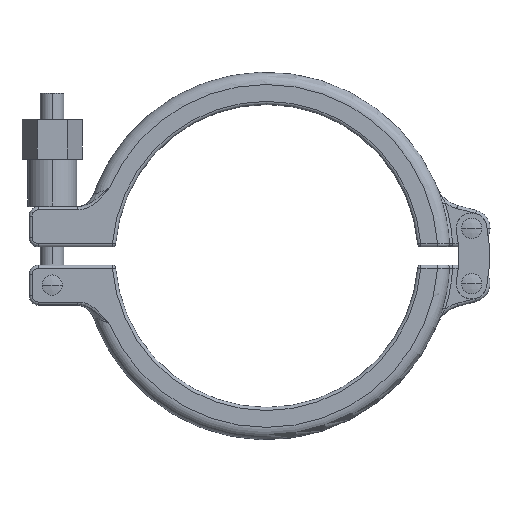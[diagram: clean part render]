
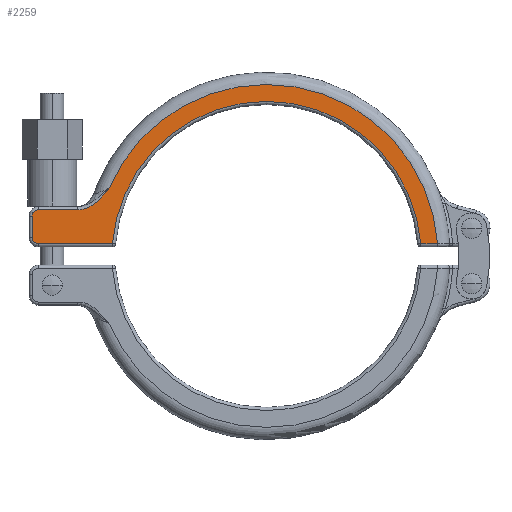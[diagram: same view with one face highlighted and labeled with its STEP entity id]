
A CAD part, top view. The second image highlights one B-rep face of the part: STEP entity #2259.
In plain terms, the highlighted planar face has unit normal (0, 0, 1).
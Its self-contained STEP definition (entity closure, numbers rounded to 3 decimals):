
#81 = DIRECTION ( 'NONE',  ( 0., 0., 1. ) ) ;
#108 = CARTESIAN_POINT ( 'NONE',  ( -76.35, 13., 8.5 ) ) ;
#297 = LINE ( 'NONE', #8205, #12760 ) ;
#386 = VERTEX_POINT ( 'NONE', #5871 ) ;
#664 = ORIENTED_EDGE ( 'NONE', *, *, #10621, .T. ) ;
#807 = CARTESIAN_POINT ( 'NONE',  ( -60.5, 15.056, 8.5 ) ) ;
#848 = ORIENTED_EDGE ( 'NONE', *, *, #7420, .T. ) ;
#920 = CARTESIAN_POINT ( 'NONE',  ( -51.334, 22., 8.5 ) ) ;
#935 = CARTESIAN_POINT ( 'NONE',  ( -61.034, 15., 8.5 ) ) ;
#997 = CARTESIAN_POINT ( 'NONE',  ( -52.701, 20.356, 8.5 ) ) ;
#1499 = ORIENTED_EDGE ( 'NONE', *, *, #3895, .T. ) ;
#1710 = CARTESIAN_POINT ( 'NONE',  ( -58.937, 15.44, 8.5 ) ) ;
#1742 = CARTESIAN_POINT ( 'NONE',  ( 0., 0., 8.5 ) ) ;
#1846 = CARTESIAN_POINT ( 'NONE',  ( -56.536, 16.646, 8.5 ) ) ;
#2142 = VECTOR ( 'NONE', #9429, 1000. ) ;
#2259 = ADVANCED_FACE ( 'NONE', ( #3738 ), #10608, .T. ) ;
#2355 = CIRCLE ( 'NONE', #3379, 2. ) ;
#2558 = ORIENTED_EDGE ( 'NONE', *, *, #6648, .T. ) ;
#2740 = LINE ( 'NONE', #5460, #2142 ) ;
#2744 = CARTESIAN_POINT ( 'NONE',  ( -58.681, 15.532, 8.5 ) ) ;
#2790 = VERTEX_POINT ( 'NONE', #108 ) ;
#2973 = B_SPLINE_CURVE_WITH_KNOTS ( 'NONE', 3,
 ( #11665, #9867, #11547, #997, #11601, #8584, #3654, #9626, #1846, #7621, #9684, #2744, #1710, #6699, #10586, #807, #935, #8649 ),
 .UNSPECIFIED., .F., .F.,
 ( 4, 2, 2, 2, 2, 2, 2, 2, 4 ),
 ( 0., 0.002, 0.003, 0.006, 0.008, 0.01, 0.01, 0.011, 0.013 ),
 .UNSPECIFIED. ) ;
#3379 = AXIS2_PLACEMENT_3D ( 'NONE', #10895, #4097, #7991 ) ;
#3654 = CARTESIAN_POINT ( 'NONE',  ( -54.847, 17.984, 8.5 ) ) ;
#3738 = FACE_OUTER_BOUND ( 'NONE', #6605, .T. ) ;
#3895 = EDGE_CURVE ( 'NONE', #386, #4797, #2355, .T. ) ;
#4097 = DIRECTION ( 'NONE',  ( 0., 0., 1. ) ) ;
#4187 = CIRCLE ( 'NONE', #12439, 2. ) ;
#4731 = ORIENTED_EDGE ( 'NONE', *, *, #7818, .T. ) ;
#4797 = VERTEX_POINT ( 'NONE', #12260 ) ;
#5029 = EDGE_CURVE ( 'NONE', #4797, #11932, #2740, .T. ) ;
#5291 = CIRCLE ( 'NONE', #11682, 55.85 ) ;
#5460 = CARTESIAN_POINT ( 'NONE',  ( -49.259, 4., 8.5 ) ) ;
#5536 = VECTOR ( 'NONE', #5694, 1000. ) ;
#5694 = DIRECTION ( 'NONE',  ( -1., 0., 0. ) ) ;
#5871 = CARTESIAN_POINT ( 'NONE',  ( -76.35, 6., 8.5 ) ) ;
#6178 = CARTESIAN_POINT ( 'NONE',  ( 50.191, 4., 8.5 ) ) ;
#6209 = ORIENTED_EDGE ( 'NONE', *, *, #5029, .T. ) ;
#6605 = EDGE_LOOP ( 'NONE', ( #4731, #7292, #664, #2558, #6815, #1499, #6209, #848, #9436 ) ) ;
#6643 = VERTEX_POINT ( 'NONE', #920 ) ;
#6648 = EDGE_CURVE ( 'NONE', #11492, #2790, #4187, .T. ) ;
#6699 = CARTESIAN_POINT ( 'NONE',  ( -59.453, 15.283, 8.5 ) ) ;
#6815 = ORIENTED_EDGE ( 'NONE', *, *, #9056, .T. ) ;
#6859 = CARTESIAN_POINT ( 'NONE',  ( -74.35, 15., 8.5 ) ) ;
#6882 = CARTESIAN_POINT ( 'NONE',  ( -74.35, 13., 8.5 ) ) ;
#7034 = CARTESIAN_POINT ( 'NONE',  ( -61.577, 15., 8.5 ) ) ;
#7155 = CARTESIAN_POINT ( 'NONE',  ( 55.707, 4., 8.5 ) ) ;
#7217 = AXIS2_PLACEMENT_3D ( 'NONE', #7572, #11681, #9571 ) ;
#7292 = ORIENTED_EDGE ( 'NONE', *, *, #11298, .T. ) ;
#7339 = CARTESIAN_POINT ( 'NONE',  ( 0., 0., 8.5 ) ) ;
#7420 = EDGE_CURVE ( 'NONE', #11932, #12755, #9274, .T. ) ;
#7461 = DIRECTION ( 'NONE',  ( 0., -1., 0. ) ) ;
#7517 = DIRECTION ( 'NONE',  ( 0., 0., 1. ) ) ;
#7572 = CARTESIAN_POINT ( 'NONE',  ( 0., 0., 8.5 ) ) ;
#7621 = CARTESIAN_POINT ( 'NONE',  ( -57.453, 16.083, 8.5 ) ) ;
#7702 = DIRECTION ( 'NONE',  ( 0., 0., 1. ) ) ;
#7818 = EDGE_CURVE ( 'NONE', #10292, #6643, #5291, .T. ) ;
#7838 = CARTESIAN_POINT ( 'NONE',  ( -50.191, 4., 8.5 ) ) ;
#7991 = DIRECTION ( 'NONE',  ( 1., 0., 0. ) ) ;
#8205 = CARTESIAN_POINT ( 'NONE',  ( 55.769, 4., 8.5 ) ) ;
#8584 = CARTESIAN_POINT ( 'NONE',  ( -54.107, 18.751, 8.5 ) ) ;
#8649 = CARTESIAN_POINT ( 'NONE',  ( -61.577, 15., 8.5 ) ) ;
#8988 = AXIS2_PLACEMENT_3D ( 'NONE', #1742, #7702, #11621 ) ;
#9056 = EDGE_CURVE ( 'NONE', #2790, #386, #9342, .T. ) ;
#9158 = CARTESIAN_POINT ( 'NONE',  ( -74.35, 15., 8.5 ) ) ;
#9274 = CIRCLE ( 'NONE', #7217, 50.35 ) ;
#9342 = LINE ( 'NONE', #12352, #10943 ) ;
#9429 = DIRECTION ( 'NONE',  ( 1., 0., 0. ) ) ;
#9436 = ORIENTED_EDGE ( 'NONE', *, *, #11119, .T. ) ;
#9571 = DIRECTION ( 'NONE',  ( 1., 0., 0. ) ) ;
#9626 = CARTESIAN_POINT ( 'NONE',  ( -56.094, 16.965, 8.5 ) ) ;
#9684 = CARTESIAN_POINT ( 'NONE',  ( -57.931, 15.837, 8.5 ) ) ;
#9867 = CARTESIAN_POINT ( 'NONE',  ( -51.675, 21.59, 8.5 ) ) ;
#10292 = VERTEX_POINT ( 'NONE', #7155 ) ;
#10586 = CARTESIAN_POINT ( 'NONE',  ( -59.713, 15.217, 8.5 ) ) ;
#10608 = PLANE ( 'NONE',  #8988 ) ;
#10621 = EDGE_CURVE ( 'NONE', #11417, #11492, #12474, .T. ) ;
#10888 = DIRECTION ( 'NONE',  ( 1., 0., 0. ) ) ;
#10895 = CARTESIAN_POINT ( 'NONE',  ( -74.35, 6., 8.5 ) ) ;
#10943 = VECTOR ( 'NONE', #7461, 1000. ) ;
#11119 = EDGE_CURVE ( 'NONE', #12755, #10292, #297, .T. ) ;
#11298 = EDGE_CURVE ( 'NONE', #6643, #11417, #2973, .T. ) ;
#11417 = VERTEX_POINT ( 'NONE', #7034 ) ;
#11492 = VERTEX_POINT ( 'NONE', #9158 ) ;
#11547 = CARTESIAN_POINT ( 'NONE',  ( -52.016, 21.176, 8.5 ) ) ;
#11601 = CARTESIAN_POINT ( 'NONE',  ( -53.046, 19.949, 8.5 ) ) ;
#11621 = DIRECTION ( 'NONE',  ( 1., 0., 0. ) ) ;
#11665 = CARTESIAN_POINT ( 'NONE',  ( -51.334, 22., 8.5 ) ) ;
#11681 = DIRECTION ( 'NONE',  ( 0., 0., -1. ) ) ;
#11682 = AXIS2_PLACEMENT_3D ( 'NONE', #7339, #7517, #12469 ) ;
#11932 = VERTEX_POINT ( 'NONE', #7838 ) ;
#12118 = DIRECTION ( 'NONE',  ( 1., 0., 0. ) ) ;
#12260 = CARTESIAN_POINT ( 'NONE',  ( -74.35, 4., 8.5 ) ) ;
#12352 = CARTESIAN_POINT ( 'NONE',  ( -76.35, 6., 8.5 ) ) ;
#12439 = AXIS2_PLACEMENT_3D ( 'NONE', #6882, #81, #10888 ) ;
#12469 = DIRECTION ( 'NONE',  ( 1., 0., 0. ) ) ;
#12474 = LINE ( 'NONE', #6859, #5536 ) ;
#12755 = VERTEX_POINT ( 'NONE', #6178 ) ;
#12760 = VECTOR ( 'NONE', #12118, 1000. ) ;
